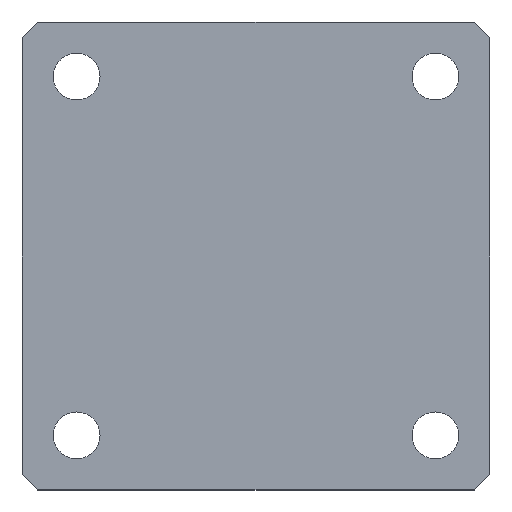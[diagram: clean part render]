
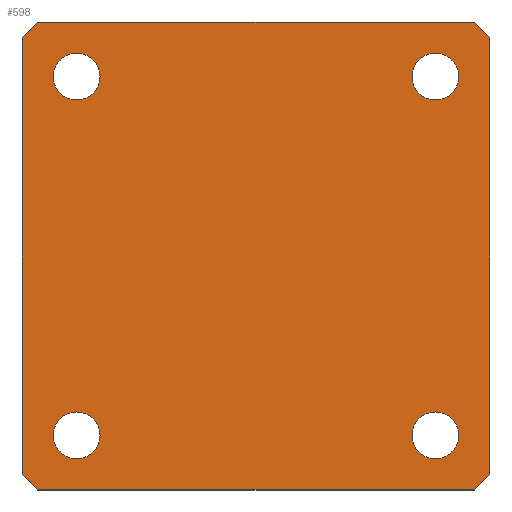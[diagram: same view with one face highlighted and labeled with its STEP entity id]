
A CAD part, front view. The second image highlights one B-rep face of the part: STEP entity #598.
In plain terms, the highlighted face is planar.
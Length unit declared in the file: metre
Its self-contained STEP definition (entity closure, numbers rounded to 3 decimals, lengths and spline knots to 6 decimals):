
#598=ADVANCED_FACE('0:1171',(#1170,#1171,#1172,#1173,#1174),#1175,.T.);
#1170=FACE_OUTER_BOUND('',#1966,.T.);
#1171=FACE_BOUND('',#1967,.T.);
#1172=FACE_BOUND('',#1968,.T.);
#1173=FACE_BOUND('',#1969,.T.);
#1174=FACE_BOUND('',#1970,.T.);
#1175=PLANE('',#1971);
#1966=EDGE_LOOP('',(#3847,#3848,#3849,#3850,#3851,#3852,#3853,#3854));
#1967=EDGE_LOOP('',(#3855,#3856));
#1968=EDGE_LOOP('',(#3857,#3858));
#1969=EDGE_LOOP('',(#3859,#3860));
#1970=EDGE_LOOP('',(#3861,#3862));
#1971=AXIS2_PLACEMENT_3D('',#3863,#3864,#3865);
#3847=ORIENTED_EDGE('',*,*,#4426,.F.);
#3848=ORIENTED_EDGE('',*,*,#4430,.F.);
#3849=ORIENTED_EDGE('',*,*,#4438,.F.);
#3850=ORIENTED_EDGE('',*,*,#4440,.F.);
#3851=ORIENTED_EDGE('',*,*,#4436,.F.);
#3852=ORIENTED_EDGE('',*,*,#4434,.F.);
#3853=ORIENTED_EDGE('',*,*,#4431,.F.);
#3854=ORIENTED_EDGE('',*,*,#4441,.F.);
#3855=ORIENTED_EDGE('',*,*,#4411,.F.);
#3856=ORIENTED_EDGE('',*,*,#4367,.F.);
#3857=ORIENTED_EDGE('',*,*,#4415,.F.);
#3858=ORIENTED_EDGE('',*,*,#4359,.F.);
#3859=ORIENTED_EDGE('',*,*,#4417,.F.);
#3860=ORIENTED_EDGE('',*,*,#4355,.F.);
#3861=ORIENTED_EDGE('',*,*,#4413,.F.);
#3862=ORIENTED_EDGE('',*,*,#4363,.F.);
#3863=CARTESIAN_POINT('',(0.,0.,-0.04386));
#3864=DIRECTION('',(0.0,0.,-1.0));
#3865=DIRECTION('',(0.0,-1.0,0.));
#4355=EDGE_CURVE('0:1246',#5203,#5206,#5207,.T.);
#4359=EDGE_CURVE('0:1240',#5211,#5214,#5215,.T.);
#4363=EDGE_CURVE('0:1234',#5219,#5222,#5223,.T.);
#4367=EDGE_CURVE('0:1228',#5227,#5230,#5231,.T.);
#4411=EDGE_CURVE('0:1228',#5230,#5227,#5292,.T.);
#4413=EDGE_CURVE('0:1234',#5222,#5219,#5294,.T.);
#4415=EDGE_CURVE('0:1240',#5214,#5211,#5296,.T.);
#4417=EDGE_CURVE('0:1246',#5206,#5203,#5298,.T.);
#4426=EDGE_CURVE('0:1276',#5315,#5316,#5317,.T.);
#4430=EDGE_CURVE('0:1288',#5320,#5315,#5322,.T.);
#4431=EDGE_CURVE('0:1291',#5323,#5324,#5325,.T.);
#4434=EDGE_CURVE('0:1300',#5324,#5328,#5329,.T.);
#4436=EDGE_CURVE('0:1306',#5328,#5331,#5332,.T.);
#4438=EDGE_CURVE('0:1312',#5334,#5320,#5335,.T.);
#4440=EDGE_CURVE('0:1318',#5331,#5334,#5337,.T.);
#4441=EDGE_CURVE('0:1321',#5316,#5323,#5338,.T.);
#5203=VERTEX_POINT('',#6606);
#5206=VERTEX_POINT('',#6610);
#5207=CIRCLE('',#6611,0.0075);
#5211=VERTEX_POINT('',#6616);
#5214=VERTEX_POINT('',#6620);
#5215=CIRCLE('',#6621,0.0075);
#5219=VERTEX_POINT('',#6626);
#5222=VERTEX_POINT('',#6630);
#5223=CIRCLE('',#6631,0.0075);
#5227=VERTEX_POINT('',#6636);
#5230=VERTEX_POINT('',#6640);
#5231=CIRCLE('',#6641,0.0075);
#5292=CIRCLE('',#6719,0.0075);
#5294=CIRCLE('',#6721,0.0075);
#5296=CIRCLE('',#6723,0.0075);
#5298=CIRCLE('',#6725,0.0075);
#5315=VERTEX_POINT('',#6750);
#5316=VERTEX_POINT('',#6751);
#5317=LINE('',#6752,#6753);
#5320=VERTEX_POINT('',#6758);
#5322=LINE('',#6761,#6762);
#5323=VERTEX_POINT('',#6763);
#5324=VERTEX_POINT('',#6764);
#5325=LINE('',#6765,#6766);
#5328=VERTEX_POINT('',#6771);
#5329=LINE('',#6772,#6773);
#5331=VERTEX_POINT('',#6776);
#5332=LINE('',#6777,#6778);
#5334=VERTEX_POINT('',#6781);
#5335=LINE('',#6782,#6783);
#5337=LINE('',#6786,#6787);
#5338=LINE('',#6788,#6789);
#6606=CARTESIAN_POINT('',(-0.05,0.0575,-0.04386));
#6610=CARTESIAN_POINT('',(-0.065,0.0575,-0.04386));
#6611=AXIS2_PLACEMENT_3D('',#7769,#7770,#7771);
#6616=CARTESIAN_POINT('',(-0.05,-0.0575,-0.04386));
#6620=CARTESIAN_POINT('',(-0.065,-0.0575,-0.04386));
#6621=AXIS2_PLACEMENT_3D('',#7777,#7778,#7779);
#6626=CARTESIAN_POINT('',(0.065,-0.0575,-0.04386));
#6630=CARTESIAN_POINT('',(0.05,-0.0575,-0.04386));
#6631=AXIS2_PLACEMENT_3D('',#7785,#7786,#7787);
#6636=CARTESIAN_POINT('',(0.065,0.0575,-0.04386));
#6640=CARTESIAN_POINT('',(0.05,0.0575,-0.04386));
#6641=AXIS2_PLACEMENT_3D('',#7793,#7794,#7795);
#6719=AXIS2_PLACEMENT_3D('',#7891,#7892,#7893);
#6721=AXIS2_PLACEMENT_3D('',#7897,#7898,#7899);
#6723=AXIS2_PLACEMENT_3D('',#7903,#7904,#7905);
#6725=AXIS2_PLACEMENT_3D('',#7909,#7910,#7911);
#6750=CARTESIAN_POINT('',(0.07,-0.075,-0.04386));
#6751=CARTESIAN_POINT('',(0.075,-0.07,-0.04386));
#6752=CARTESIAN_POINT('',(0.0725,-0.0725,-0.04386));
#6753=VECTOR('',#7920,1.0);
#6758=CARTESIAN_POINT('',(-0.07,-0.075,-0.04386));
#6761=CARTESIAN_POINT('',(-0.075,-0.075,-0.04386));
#6762=VECTOR('',#7924,1.0);
#6763=CARTESIAN_POINT('',(0.075,0.07,-0.04386));
#6764=CARTESIAN_POINT('',(0.07,0.075,-0.04386));
#6765=CARTESIAN_POINT('',(0.0725,0.0725,-0.04386));
#6766=VECTOR('',#7925,1.0);
#6771=CARTESIAN_POINT('',(-0.07,0.075,-0.04386));
#6772=CARTESIAN_POINT('',(0.075,0.075,-0.04386));
#6773=VECTOR('',#7928,1.0);
#6776=CARTESIAN_POINT('',(-0.075,0.07,-0.04386));
#6777=CARTESIAN_POINT('',(-0.0725,0.0725,-0.04386));
#6778=VECTOR('',#7930,1.0);
#6781=CARTESIAN_POINT('',(-0.075,-0.07,-0.04386));
#6782=CARTESIAN_POINT('',(-0.0725,-0.0725,-0.04386));
#6783=VECTOR('',#7932,1.0);
#6786=CARTESIAN_POINT('',(-0.075,0.075,-0.04386));
#6787=VECTOR('',#7934,1.0);
#6788=CARTESIAN_POINT('',(0.075,-0.075,-0.04386));
#6789=VECTOR('',#7935,1.0);
#7769=CARTESIAN_POINT('',(-0.0575,0.0575,-0.04386));
#7770=DIRECTION('',(0.0,0.,-1.0));
#7771=DIRECTION('',(1.0,0.0,0.0));
#7777=CARTESIAN_POINT('',(-0.0575,-0.0575,-0.04386));
#7778=DIRECTION('',(0.0,0.,-1.0));
#7779=DIRECTION('',(1.0,0.0,0.0));
#7785=CARTESIAN_POINT('',(0.0575,-0.0575,-0.04386));
#7786=DIRECTION('',(0.0,0.,-1.0));
#7787=DIRECTION('',(1.0,0.0,0.0));
#7793=CARTESIAN_POINT('',(0.0575,0.0575,-0.04386));
#7794=DIRECTION('',(0.0,0.,-1.0));
#7795=DIRECTION('',(1.0,0.0,0.0));
#7891=CARTESIAN_POINT('',(0.0575,0.0575,-0.04386));
#7892=DIRECTION('',(0.0,0.,-1.0));
#7893=DIRECTION('',(1.0,0.0,0.0));
#7897=CARTESIAN_POINT('',(0.0575,-0.0575,-0.04386));
#7898=DIRECTION('',(0.0,0.,-1.0));
#7899=DIRECTION('',(1.0,0.0,0.0));
#7903=CARTESIAN_POINT('',(-0.0575,-0.0575,-0.04386));
#7904=DIRECTION('',(0.0,0.,-1.0));
#7905=DIRECTION('',(1.0,0.0,0.0));
#7909=CARTESIAN_POINT('',(-0.0575,0.0575,-0.04386));
#7910=DIRECTION('',(0.0,0.,-1.0));
#7911=DIRECTION('',(1.0,0.0,0.0));
#7920=DIRECTION('',(0.707,0.707,0.));
#7924=DIRECTION('',(1.0,0.,0.));
#7925=DIRECTION('',(-0.707,0.707,0.));
#7928=DIRECTION('',(-1.0,0.,0.));
#7930=DIRECTION('',(-0.707,-0.707,0.));
#7932=DIRECTION('',(0.707,-0.707,0.));
#7934=DIRECTION('',(0.,-1.0,0.));
#7935=DIRECTION('',(0.,1.0,0.));
